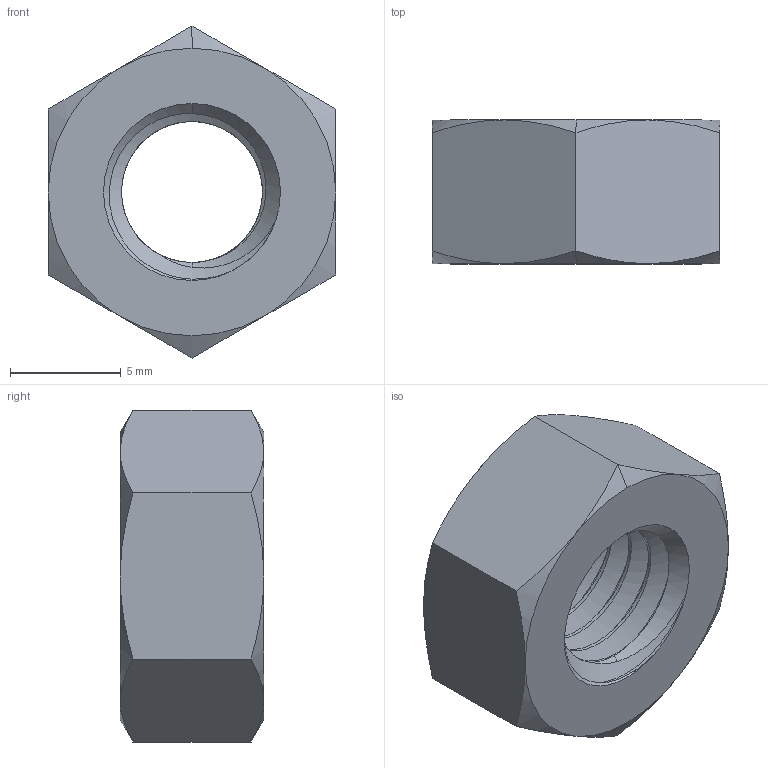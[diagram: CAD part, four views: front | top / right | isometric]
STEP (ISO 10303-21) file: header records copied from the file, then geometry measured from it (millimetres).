
FILE_DESCRIPTION (( 'STEP AP203' ), '1' );
FILE_NAME ('90592A022_Steel Hex Nut.STEP', '2021-09-15T01:01:29', ( 'Administrator' ), ( 'Managed by Terraform' ), 'SwSTEP 2.0', 'SolidWorks 2017', '' );
FILE_SCHEMA (( 'CONFIG_CONTROL_DESIGN' ));
Length unit declared in the file: millimetre
Products named in the file (1): 90592A022_Steel Hex Nut
Bounding box: 13 x 6.5 x 15.01 mm (x, y, z)
Volume: 675.6 mm3; surface area: 724.4 mm2
Topology: 1 solids, 1 shells, 44 faces, 107 edges, 65 vertices
Faces by surface type: cone 21, cylinder 12, plane 8, bspline 3
Entity records: 2410 total; most frequent: CARTESIAN_POINT 1447, ORIENTED_EDGE 214, DIRECTION 150, EDGE_CURVE 107, VERTEX_POINT 65, AXIS2_PLACEMENT_3D 63, EDGE_LOOP 46, FACE_OUTER_BOUND 44
